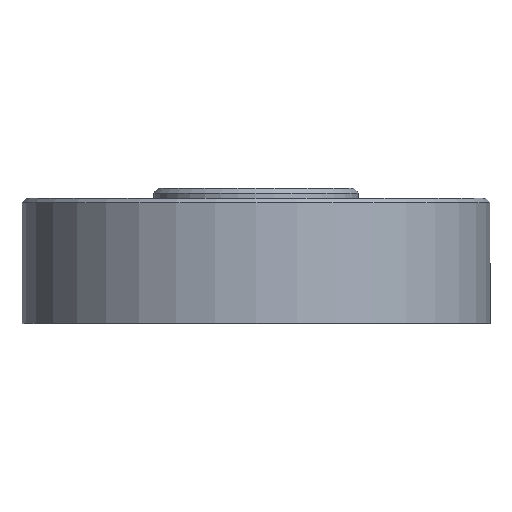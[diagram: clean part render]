
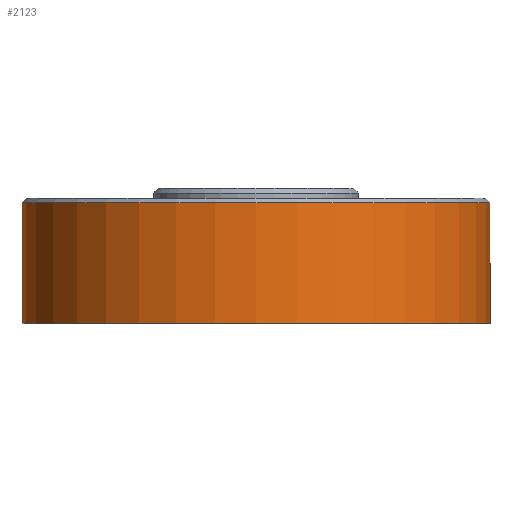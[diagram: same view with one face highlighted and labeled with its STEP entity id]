
A CAD part, left-side view. The second image highlights one B-rep face of the part: STEP entity #2123.
In plain terms, the highlighted cylindrical face has radius 76.975 mm (diameter 153.949 mm), a partial arc.
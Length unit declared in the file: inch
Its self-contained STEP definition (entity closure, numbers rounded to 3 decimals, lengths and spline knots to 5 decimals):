
#603 = CIRCLE ( 'NONE', #604, 3.0305 ) ;
#604 = AXIS2_PLACEMENT_3D ( 'NONE', #605, #606, #607 ) ;
#605 = CARTESIAN_POINT ( 'NONE',  ( 0., 0., -1.624 ) ) ;
#606 = DIRECTION ( 'NONE',  ( 0., 0., 1. ) ) ;
#607 = DIRECTION ( 'NONE',  ( 0., 1., 0. ) ) ;
#685 = VERTEX_POINT ( 'NONE', #4073 ) ;
#979 = CIRCLE ( 'NONE', #980, 3.0305 ) ;
#980 = AXIS2_PLACEMENT_3D ( 'NONE', #981, #982, #983 ) ;
#981 = CARTESIAN_POINT ( 'NONE',  ( 0., 0., -1.624 ) ) ;
#982 = DIRECTION ( 'NONE',  ( 0., 0., 1. ) ) ;
#983 = DIRECTION ( 'NONE',  ( 0., 1., 0. ) ) ;
#1295 = EDGE_CURVE ( 'NONE', #685, #2039, #4473, .T. ) ;
#1631 = CARTESIAN_POINT ( 'NONE',  ( -3.0305, 0., -1.624 ) ) ;
#1783 = VERTEX_POINT ( 'NONE', #4699 ) ;
#2007 = ORIENTED_EDGE ( 'NONE', *, *, #3195, .F. ) ;
#2039 = VERTEX_POINT ( 'NONE', #4915 ) ;
#2086 = EDGE_LOOP ( 'NONE', ( #2007, #2498, #2376, #2311, #2245 ) ) ;
#2123 = ADVANCED_FACE ( 'NONE', ( #5288 ), #5289, .T. ) ;
#2245 = ORIENTED_EDGE ( 'NONE', *, *, #5756, .T. ) ;
#2311 = ORIENTED_EDGE ( 'NONE', *, *, #2851, .T. ) ;
#2376 = ORIENTED_EDGE ( 'NONE', *, *, #1295, .T. ) ;
#2444 = EDGE_CURVE ( 'NONE', #685, #1783, #6695, .T. ) ;
#2498 = ORIENTED_EDGE ( 'NONE', *, *, #2444, .F. ) ;
#2851 = EDGE_CURVE ( 'NONE', #2039, #2975, #979, .T. ) ;
#2975 = VERTEX_POINT ( 'NONE', #1631 ) ;
#3195 = EDGE_CURVE ( 'NONE', #1783, #3746, #4440, .T. ) ;
#3746 = VERTEX_POINT ( 'NONE', #6793 ) ;
#4073 = CARTESIAN_POINT ( 'NONE',  ( 0., 3.0305, -0.06 ) ) ;
#4440 = LINE ( 'NONE', #4441, #4442 ) ;
#4441 = CARTESIAN_POINT ( 'NONE',  ( 0., -3.0305, -0.06 ) ) ;
#4442 = VECTOR ( 'NONE', #4443, 39.37008 ) ;
#4443 = DIRECTION ( 'NONE',  ( 0., 0., -1. ) ) ;
#4473 = LINE ( 'NONE', #4474, #4475 ) ;
#4474 = CARTESIAN_POINT ( 'NONE',  ( 0., 3.0305, -0.06 ) ) ;
#4475 = VECTOR ( 'NONE', #4476, 39.37008 ) ;
#4476 = DIRECTION ( 'NONE',  ( 0., 0., -1. ) ) ;
#4699 = CARTESIAN_POINT ( 'NONE',  ( 0., -3.0305, -0.06 ) ) ;
#4915 = CARTESIAN_POINT ( 'NONE',  ( 0., 3.0305, -1.624 ) ) ;
#5288 = FACE_OUTER_BOUND ( 'NONE', #2086, .T. ) ;
#5289 = CYLINDRICAL_SURFACE ( 'NONE', #5290, 3.0305 ) ;
#5290 = AXIS2_PLACEMENT_3D ( 'NONE', #5291, #5292, #5297 ) ;
#5291 = CARTESIAN_POINT ( 'NONE',  ( 0., 0., -0.06 ) ) ;
#5292 = DIRECTION ( 'NONE',  ( 0., 0., -1. ) ) ;
#5297 = DIRECTION ( 'NONE',  ( 0., 1., 0. ) ) ;
#5756 = EDGE_CURVE ( 'NONE', #2975, #3746, #603, .T. ) ;
#6695 = CIRCLE ( 'NONE', #6696, 3.0305 ) ;
#6696 = AXIS2_PLACEMENT_3D ( 'NONE', #6697, #6698, #6699 ) ;
#6697 = CARTESIAN_POINT ( 'NONE',  ( 0., 0., -0.06 ) ) ;
#6698 = DIRECTION ( 'NONE',  ( 0., 0., 1. ) ) ;
#6699 = DIRECTION ( 'NONE',  ( -1., 0., 0. ) ) ;
#6793 = CARTESIAN_POINT ( 'NONE',  ( 0., -3.0305, -1.624 ) ) ;
